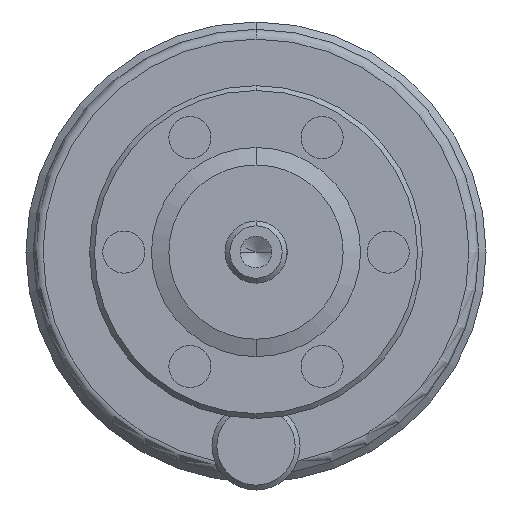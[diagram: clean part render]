
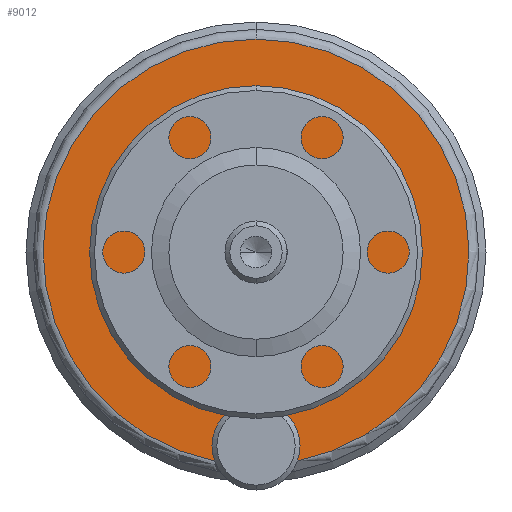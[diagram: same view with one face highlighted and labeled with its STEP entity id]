
A CAD part, front view. The second image highlights one B-rep face of the part: STEP entity #9012.
In plain terms, the highlighted planar face has unit normal (0, -1, 0).
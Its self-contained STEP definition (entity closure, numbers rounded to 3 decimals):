
#713=CARTESIAN_POINT('',(0.,35.6,0.));
#714=DIRECTION('',(0.,1.,0.));
#715=DIRECTION('',(-0.021,0.,-1.));
#716=AXIS2_PLACEMENT_3D('',#713,#714,#715);
#718=CARTESIAN_POINT('',(0.,35.6,0.));
#719=DIRECTION('',(0.,1.,0.));
#720=DIRECTION('',(0.,0.,1.));
#721=AXIS2_PLACEMENT_3D('',#718,#719,#720);
#723=CARTESIAN_POINT('',(0.,35.6,-19.8));
#724=DIRECTION('',(0.,-1.,0.));
#725=DIRECTION('',(0.233,0.,-0.973));
#726=AXIS2_PLACEMENT_3D('',#723,#724,#725);
#728=CARTESIAN_POINT('',(0.,35.6,-19.8));
#729=DIRECTION('',(0.,-1.,0.));
#730=DIRECTION('',(0.,0.,1.));
#731=AXIS2_PLACEMENT_3D('',#728,#729,#730);
#733=CARTESIAN_POINT('',(0.,35.6,0.));
#734=DIRECTION('',(0.,1.,0.));
#735=DIRECTION('',(0.,0.,1.));
#736=AXIS2_PLACEMENT_3D('',#733,#734,#735);
#738=CARTESIAN_POINT('',(0.,35.6,0.));
#739=DIRECTION('',(0.,1.,0.));
#740=DIRECTION('',(0.,0.,-1.));
#741=AXIS2_PLACEMENT_3D('',#738,#739,#740);
#1824=CARTESIAN_POINT('',(0.,35.6,-10.));
#1826=VERTEX_POINT('',#1824);
#1827=CARTESIAN_POINT('',(0.,35.6,10.));
#1828=VERTEX_POINT('',#1827);
#1861=CARTESIAN_POINT('',(0.,35.6,-17.8));
#1863=VERTEX_POINT('',#1861);
#1869=CARTESIAN_POINT('',(0.466,35.6,-21.745));
#1870=VERTEX_POINT('',#1869);
#1911=CARTESIAN_POINT('',(-0.466,35.6,-21.745));
#1912=VERTEX_POINT('',#1911);
#1913=CARTESIAN_POINT('',(0.,35.6,21.75));
#1914=VERTEX_POINT('',#1913);
#8992=CARTESIAN_POINT('',(0.,35.6,0.));
#8993=DIRECTION('',(0.,-1.,0.));
#8994=DIRECTION('',(0.,0.,-1.));
#8995=AXIS2_PLACEMENT_3D('',#8992,#8993,#8994);
#8996=PLANE('',#8995);
#8998=ORIENTED_EDGE('',*,*,#8997,.T.);
#9000=ORIENTED_EDGE('',*,*,#8999,.T.);
#9001=ORIENTED_EDGE('',*,*,#8980,.T.);
#9003=ORIENTED_EDGE('',*,*,#9002,.T.);
#9004=EDGE_LOOP('',(#8998,#9000,#9001,#9003));
#9005=FACE_OUTER_BOUND('',#9004,.F.);
#9007=ORIENTED_EDGE('',*,*,#9006,.F.);
#9009=ORIENTED_EDGE('',*,*,#9008,.F.);
#9010=EDGE_LOOP('',(#9007,#9009));
#9011=FACE_BOUND('',#9010,.F.);
#9012=ADVANCED_FACE('',(#9005,#9011),#8996,.T.);
#717=CIRCLE('',#716,21.75);
#722=CIRCLE('',#721,21.75);
#727=CIRCLE('',#726,2.);
#732=CIRCLE('',#731,2.);
#737=CIRCLE('',#736,10.);
#742=CIRCLE('',#741,10.);
#8980=EDGE_CURVE('',#1870,#1863,#727,.T.);
#8997=EDGE_CURVE('',#1912,#1914,#717,.T.);
#8999=EDGE_CURVE('',#1914,#1870,#722,.T.);
#9002=EDGE_CURVE('',#1863,#1912,#732,.T.);
#9006=EDGE_CURVE('',#1828,#1826,#737,.T.);
#9008=EDGE_CURVE('',#1826,#1828,#742,.T.);
